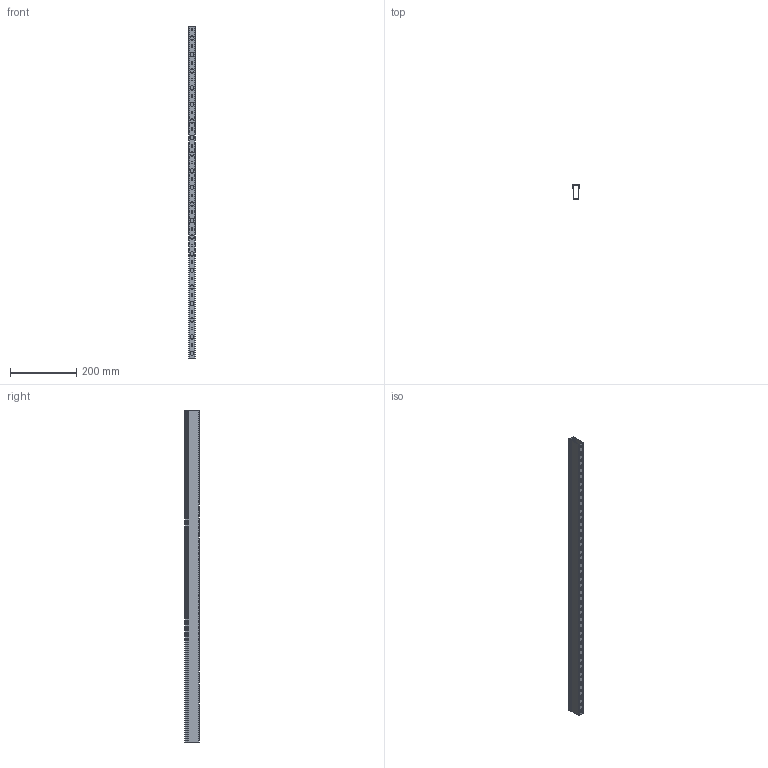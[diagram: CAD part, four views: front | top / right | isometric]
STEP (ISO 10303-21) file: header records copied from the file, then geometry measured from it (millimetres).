
FILE_DESCRIPTION(/* description */ ('Alibre Inc.'),/* implementation_level */ '2;1');
FILE_NAME(/* name */ 'export-6BB39AC9-EBFA-456B-B7BE-7849D5AB85D4',/* time_stamp */ '2022-08-29T09:53:44+02:00',/* author */ (''),/* organization */ (''),/* preprocessor_version */ 'ST-DEVELOPER v17',/* originating_system */ 'Alibre',/* authorisation */ '');
FILE_SCHEMA (('AUTOMOTIVE_DESIGN'));
Length unit declared in the file: millimetre
Products named in the file (3): 1981-1 Wiring duct_simpel; 1981-2 Duct cover; 1981 Wiring Duct 43x20 (43mm high, 20mm wide)
Bounding box: 20 x 43 x 1000 mm (x, y, z)
Volume: 175468.3 mm3; surface area: 284411.3 mm2
Topology: 2 solids, 2 shells, 236 faces, 696 edges, 464 vertices
Faces by surface type: cylinder 122, plane 114
Entity records: 8059 total; most frequent: CARTESIAN_POINT 1400, ORIENTED_EDGE 1392, DIRECTION 1306, EDGE_CURVE 696, AXIS2_PLACEMENT_3D 484, VERTEX_POINT 464, VECTOR 452, LINE 452
